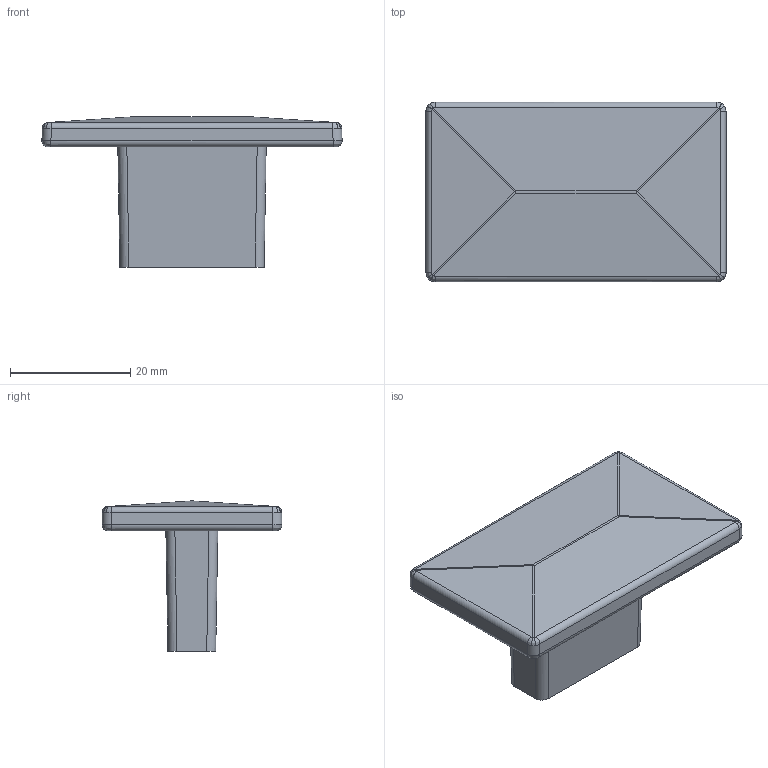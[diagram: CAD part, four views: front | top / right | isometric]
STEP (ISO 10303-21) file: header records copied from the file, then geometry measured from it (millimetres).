
FILE_DESCRIPTION(('Creo Elements/Direct Modeling STEP Export'),'2;1');
FILE_NAME('2547-50.stp','2022-05-31T11:07:04',(''),(''),'Creo Elements/Direct Modeling STEP processor for AP214 (Solid Model)','Creo Elements/Direct Modeling 20.0 12-Nov-2016 (C) Parametric Technology GmbH','');
FILE_SCHEMA(('AUTOMOTIVE_DESIGN { 1 0 10303 214 1 1 1 1 }'));
Length unit declared in the file: millimetre
Products named in the file (1): ZN-11623
Bounding box: 49.96 x 29.96 x 24.99 mm (x, y, z)
Volume: 6901.3 mm3; surface area: 6118.8 mm2
Topology: 1 solids, 1 shells, 548 faces, 1531 edges, 999 vertices
Faces by surface type: plane 468, cylinder 43, bspline 24, cone 10, sphere 3
Entity records: 19149 total; most frequent: CARTESIAN_POINT 5397, ORIENTED_EDGE 3048, DIRECTION 2502, EDGE_CURVE 1524, VECTOR 1378, LINE 1378, VERTEX_POINT 999, EDGE_LOOP 569
